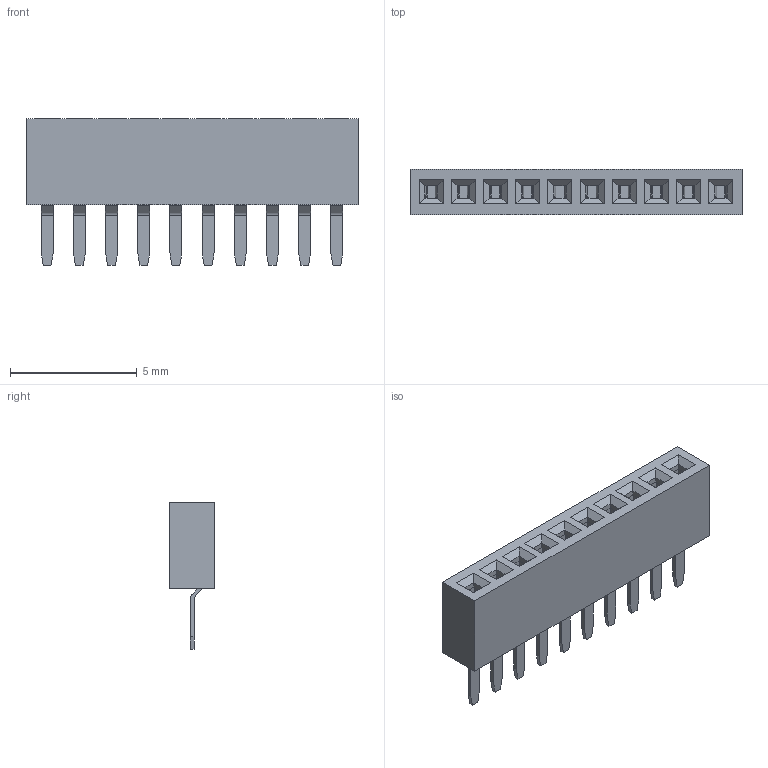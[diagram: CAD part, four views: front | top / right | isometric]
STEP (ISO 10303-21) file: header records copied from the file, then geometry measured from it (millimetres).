
FILE_DESCRIPTION( ('This file contains a STEP AP42 implementation' ,'as created by ZW3D STEP Interface translator.') ,'2;1' );
FILE_NAME( '2334-1XXSXXXUNX1.stp' ,'23 9 5. 95727', (''), ('ZWCAD Software Co.'), 'Version 1.0', 'ZW3D to STEP translator', '' );
FILE_SCHEMA(('AUTOMOTIVE_DESIGN { 1 0 10303 214 1 1 1 1 }'));
Length unit declared in the file: millimetre
Products named in the file (1): 0
Bounding box: 13.1 x 1.8 x 5.8 mm (x, y, z)
Volume: 64.6 mm3; surface area: 372 mm2
Topology: 1 solids, 1 shells, 1126 faces, 3095 edges, 1971 vertices
Faces by surface type: plane 696, bspline 220, cylinder 210
Entity records: 48694 total; most frequent: CARTESIAN_POINT 25230, ORIENTED_EDGE 6310, EDGE_CURVE 3135, B_SPLINE_CURVE_WITH_KNOTS 2893, DIRECTION 2096, VERTEX_POINT 2011, EDGE_LOOP 1186, FACE_OUTER_BOUND 1126
